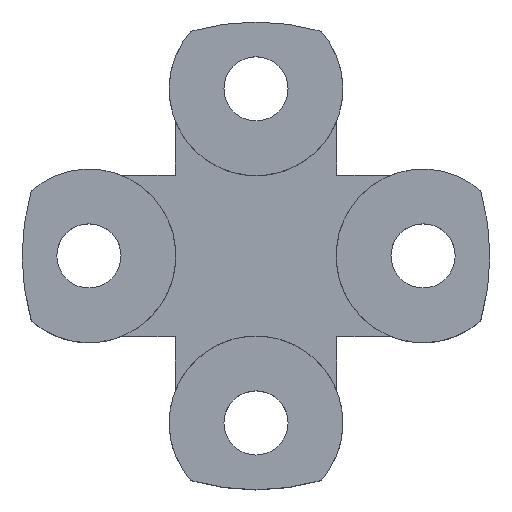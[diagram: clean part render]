
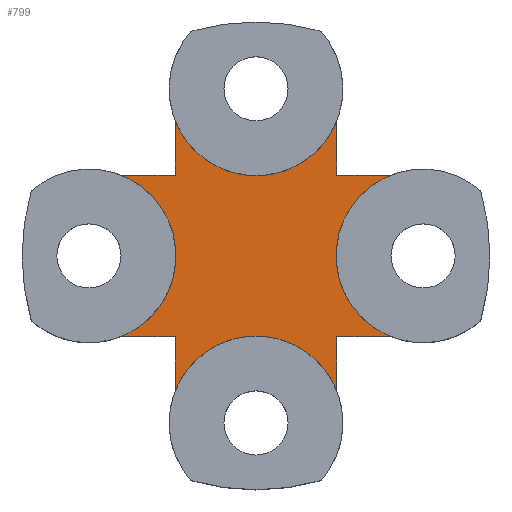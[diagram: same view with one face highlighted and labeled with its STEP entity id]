
A CAD part, top view. The second image highlights one B-rep face of the part: STEP entity #799.
In plain terms, the highlighted planar face has unit normal (0, 0, 1).
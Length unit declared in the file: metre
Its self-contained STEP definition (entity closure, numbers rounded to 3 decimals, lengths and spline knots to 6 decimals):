
#59=LINE('',#1284,#119);
#64=LINE('',#1294,#124);
#83=LINE('',#1368,#143);
#85=LINE('',#1372,#145);
#86=LINE('',#1376,#146);
#87=LINE('',#1377,#147);
#88=LINE('',#1378,#148);
#89=LINE('',#1379,#149);
#119=VECTOR('',#1037,1.);
#124=VECTOR('',#1046,1.);
#143=VECTOR('',#1129,1.);
#145=VECTOR('',#1133,1.);
#146=VECTOR('',#1140,1.);
#147=VECTOR('',#1141,1.);
#148=VECTOR('',#1142,1.);
#149=VECTOR('',#1143,1.);
#310=ORIENTED_EDGE('',*,*,#419,.T.);
#311=ORIENTED_EDGE('',*,*,#458,.T.);
#312=ORIENTED_EDGE('',*,*,#390,.T.);
#313=ORIENTED_EDGE('',*,*,#459,.F.);
#314=ORIENTED_EDGE('',*,*,#455,.T.);
#315=ORIENTED_EDGE('',*,*,#408,.T.);
#316=ORIENTED_EDGE('',*,*,#457,.F.);
#317=ORIENTED_EDGE('',*,*,#460,.F.);
#318=ORIENTED_EDGE('',*,*,#396,.T.);
#319=ORIENTED_EDGE('',*,*,#461,.T.);
#320=ORIENTED_EDGE('',*,*,#424,.F.);
#321=ORIENTED_EDGE('',*,*,#402,.T.);
#390=EDGE_CURVE('',#489,#488,#551,.T.);
#396=EDGE_CURVE('',#493,#492,#553,.T.);
#402=EDGE_CURVE('',#497,#496,#555,.T.);
#408=EDGE_CURVE('',#501,#500,#557,.T.);
#419=EDGE_CURVE('',#496,#506,#59,.T.);
#424=EDGE_CURVE('',#497,#509,#64,.T.);
#455=EDGE_CURVE('',#532,#501,#83,.T.);
#457=EDGE_CURVE('',#533,#500,#85,.T.);
#458=EDGE_CURVE('',#506,#489,#86,.T.);
#459=EDGE_CURVE('',#532,#488,#87,.T.);
#460=EDGE_CURVE('',#493,#533,#88,.T.);
#461=EDGE_CURVE('',#492,#509,#89,.T.);
#488=VERTEX_POINT('',#1228);
#489=VERTEX_POINT('',#1230);
#492=VERTEX_POINT('',#1239);
#493=VERTEX_POINT('',#1241);
#496=VERTEX_POINT('',#1250);
#497=VERTEX_POINT('',#1252);
#500=VERTEX_POINT('',#1261);
#501=VERTEX_POINT('',#1263);
#506=VERTEX_POINT('',#1283);
#509=VERTEX_POINT('',#1293);
#532=VERTEX_POINT('',#1367);
#533=VERTEX_POINT('',#1371);
#551=CIRCLE('',#845,0.0065);
#553=CIRCLE('',#848,0.0065);
#555=CIRCLE('',#851,0.0065);
#557=CIRCLE('',#854,0.0065);
#641=EDGE_LOOP('',(#310,#311,#312,#313,#314,#315,#316,#317,#318,#319,#320,
#321));
#717=FACE_BOUND('',#641,.T.);
#756=PLANE('',#905);
#799=ADVANCED_FACE('',(#717),#756,.T.);
#845=AXIS2_PLACEMENT_3D('',#1229,#977,#978);
#848=AXIS2_PLACEMENT_3D('',#1240,#987,#988);
#851=AXIS2_PLACEMENT_3D('',#1251,#997,#998);
#854=AXIS2_PLACEMENT_3D('',#1262,#1007,#1008);
#905=AXIS2_PLACEMENT_3D('',#1375,#1138,#1139);
#977=DIRECTION('',(0.,0.,-1.));
#978=DIRECTION('',(-1.,0.,0.));
#987=DIRECTION('',(0.,0.,-1.));
#988=DIRECTION('',(-1.,0.,0.));
#997=DIRECTION('',(0.,0.,-1.));
#998=DIRECTION('',(-1.,0.,0.));
#1007=DIRECTION('',(0.,0.,-1.));
#1008=DIRECTION('',(-1.,0.,0.));
#1037=DIRECTION('',(1.,0.,0.));
#1046=DIRECTION('',(1.,0.,0.));
#1129=DIRECTION('',(1.,0.,0.));
#1133=DIRECTION('',(1.,0.,0.));
#1138=DIRECTION('',(0.,0.,1.));
#1139=DIRECTION('',(1.,0.,0.));
#1140=DIRECTION('',(0.,-1.,0.));
#1141=DIRECTION('',(0.,-1.,0.));
#1142=DIRECTION('',(0.,-1.,0.));
#1143=DIRECTION('',(0.,-1.,0.));
#1228=CARTESIAN_POINT('',(0.00605,-0.010124,0.007));
#1229=CARTESIAN_POINT('',(0.,-0.0125,0.007));
#1230=CARTESIAN_POINT('',(-0.00605,-0.010124,0.007));
#1239=CARTESIAN_POINT('',(-0.00605,0.010124,0.007));
#1240=CARTESIAN_POINT('',(0.,0.0125,0.007));
#1241=CARTESIAN_POINT('',(0.00605,0.010124,0.007));
#1250=CARTESIAN_POINT('',(-0.010124,-0.00605,0.007));
#1251=CARTESIAN_POINT('',(-0.0125,0.,0.007));
#1252=CARTESIAN_POINT('',(-0.010124,0.00605,0.007));
#1261=CARTESIAN_POINT('',(0.010124,0.00605,0.007));
#1262=CARTESIAN_POINT('',(0.0125,0.,0.007));
#1263=CARTESIAN_POINT('',(0.010124,-0.00605,0.007));
#1283=CARTESIAN_POINT('',(-0.00605,-0.00605,0.007));
#1284=CARTESIAN_POINT('',(0.,-0.00605,0.007));
#1293=CARTESIAN_POINT('',(-0.00605,0.00605,0.007));
#1294=CARTESIAN_POINT('',(0.,0.00605,0.007));
#1367=CARTESIAN_POINT('',(0.00605,-0.00605,0.007));
#1368=CARTESIAN_POINT('',(0.,-0.00605,0.007));
#1371=CARTESIAN_POINT('',(0.00605,0.00605,0.007));
#1372=CARTESIAN_POINT('',(0.,0.00605,0.007));
#1375=CARTESIAN_POINT('',(0.,0.,0.007));
#1376=CARTESIAN_POINT('',(-0.00605,0.01205,0.007));
#1377=CARTESIAN_POINT('',(0.00605,0.01205,0.007));
#1378=CARTESIAN_POINT('',(0.00605,0.01205,0.007));
#1379=CARTESIAN_POINT('',(-0.00605,0.01205,0.007));
